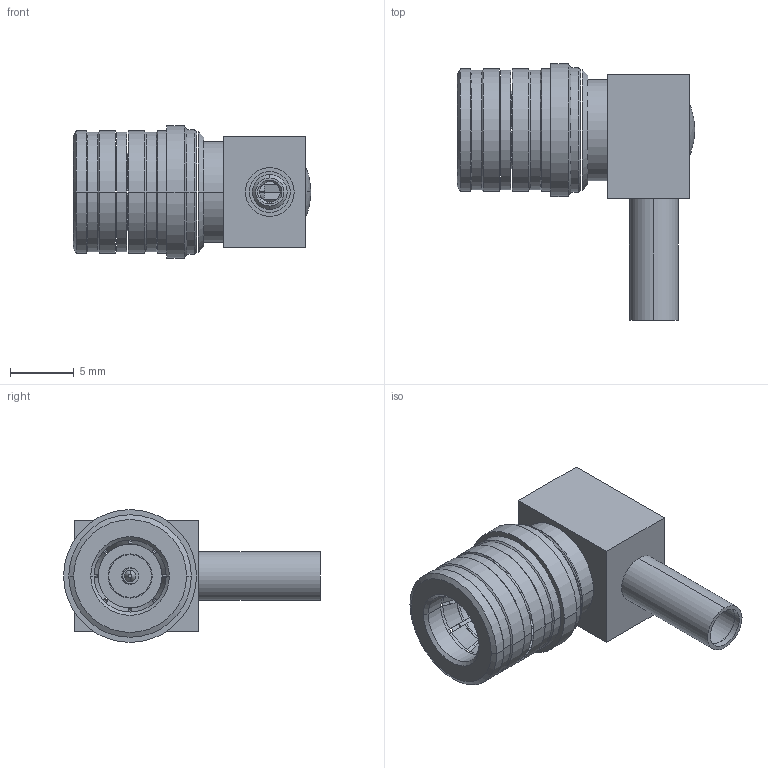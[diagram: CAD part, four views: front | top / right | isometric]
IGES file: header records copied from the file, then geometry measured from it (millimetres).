
Start section:  PTC IGES file: 930-118P-51A.igs
Global section: file name: 930-118P-51A.igs; native system: Pro/ENGINEER by Parametric Technology Corporation; preprocessor: 2008010; author: mbalaji; organization: Unknown; date: 20090925.134802; units: millimetre
Bounding box: 18.59 x 20.12 x 10.41 mm (x, y, z)
Surface area: 1376.5 mm2 (no closed solid volume)
Topology: 0 solids, 0 shells, 160 faces, 788 edges, 784 vertices
Faces by surface type: revolution 125, bspline 35
